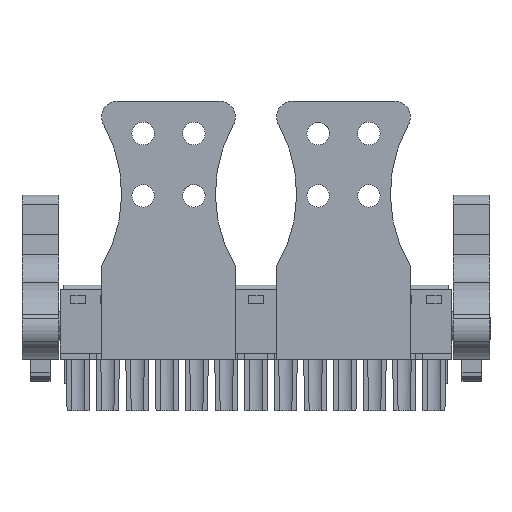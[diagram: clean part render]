
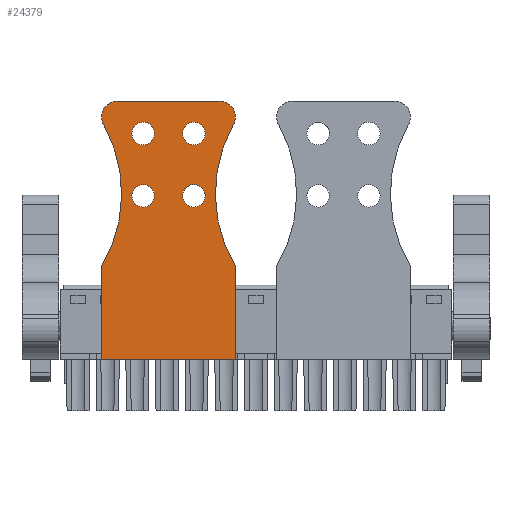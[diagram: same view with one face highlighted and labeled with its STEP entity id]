
A CAD part, front view. The second image highlights one B-rep face of the part: STEP entity #24379.
In plain terms, the highlighted planar face has unit normal (0, -1, 0).
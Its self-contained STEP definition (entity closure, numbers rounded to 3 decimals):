
#24039=AXIS2_PLACEMENT_3D('Circle Axis2P3D',#24037,#24038,$) ;
#24063=AXIS2_PLACEMENT_3D('Circle Axis2P3D',#24061,#24062,$) ;
#24111=AXIS2_PLACEMENT_3D('Circle Axis2P3D',#24109,#24110,$) ;
#24135=AXIS2_PLACEMENT_3D('Circle Axis2P3D',#24133,#24134,$) ;
#24159=AXIS2_PLACEMENT_3D('Circle Axis2P3D',#24157,#24158,$) ;
#24183=AXIS2_PLACEMENT_3D('Circle Axis2P3D',#24181,#24182,$) ;
#24207=AXIS2_PLACEMENT_3D('Circle Axis2P3D',#24205,#24206,$) ;
#24231=AXIS2_PLACEMENT_3D('Circle Axis2P3D',#24229,#24230,$) ;
#24255=AXIS2_PLACEMENT_3D('Circle Axis2P3D',#24253,#24254,$) ;
#24309=AXIS2_PLACEMENT_3D('Circle Axis2P3D',#24307,#24308,$) ;
#24333=AXIS2_PLACEMENT_3D('Circle Axis2P3D',#24331,#24332,$) ;
#24346=AXIS2_PLACEMENT_3D('Plane Axis2P3D',#24343,#24344,#24345) ;
#23912=CARTESIAN_POINT('Vertex',(27.38,0.,18.601)) ;
#23915=CARTESIAN_POINT('Line Origine',(27.38,0.,12.6)) ;
#23919=CARTESIAN_POINT('Vertex',(27.38,0.,6.6)) ;
#24001=CARTESIAN_POINT('Vertex',(10.26,0.,6.6)) ;
#24004=CARTESIAN_POINT('Line Origine',(10.26,0.,12.6)) ;
#24008=CARTESIAN_POINT('Vertex',(10.26,0.,18.601)) ;
#24037=CARTESIAN_POINT('Axis2P3D Location',(-5.395,0.,27.873)) ;
#24041=CARTESIAN_POINT('Vertex',(10.476,0.,36.772)) ;
#24061=CARTESIAN_POINT('Axis2P3D Location',(12.22,0.,37.75)) ;
#24065=CARTESIAN_POINT('Vertex',(12.22,0.,39.75)) ;
#24085=CARTESIAN_POINT('Line Origine',(18.82,0.,39.75)) ;
#24089=CARTESIAN_POINT('Vertex',(25.42,0.,39.75)) ;
#24109=CARTESIAN_POINT('Axis2P3D Location',(25.42,0.,37.75)) ;
#24113=CARTESIAN_POINT('Vertex',(27.164,0.,36.772)) ;
#24133=CARTESIAN_POINT('Axis2P3D Location',(43.035,0.,27.873)) ;
#24154=CARTESIAN_POINT('Vertex',(17.02,0.,27.6)) ;
#24157=CARTESIAN_POINT('Axis2P3D Location',(15.57,0.,27.6)) ;
#24161=CARTESIAN_POINT('Vertex',(14.12,0.,27.6)) ;
#24181=CARTESIAN_POINT('Axis2P3D Location',(15.57,0.,27.6)) ;
#24202=CARTESIAN_POINT('Vertex',(14.12,0.,35.6)) ;
#24205=CARTESIAN_POINT('Axis2P3D Location',(15.57,0.,35.6)) ;
#24209=CARTESIAN_POINT('Vertex',(17.02,0.,35.6)) ;
#24229=CARTESIAN_POINT('Axis2P3D Location',(15.57,0.,35.6)) ;
#24250=CARTESIAN_POINT('Vertex',(20.62,0.,27.6)) ;
#24253=CARTESIAN_POINT('Axis2P3D Location',(22.07,0.,27.6)) ;
#24257=CARTESIAN_POINT('Vertex',(23.52,0.,27.6)) ;
#24278=CARTESIAN_POINT('Control Point',(20.62,0.,27.6)) ;
#24279=CARTESIAN_POINT('Control Point',(20.62,0.,28.056)) ;
#24280=CARTESIAN_POINT('Control Point',(20.799,0.,28.511)) ;
#24281=CARTESIAN_POINT('Control Point',(21.159,0.,28.871)) ;
#24282=CARTESIAN_POINT('Control Point',(22.07,0.,29.229)) ;
#24283=CARTESIAN_POINT('Control Point',(22.981,0.,28.871)) ;
#24284=CARTESIAN_POINT('Control Point',(23.341,0.,28.511)) ;
#24285=CARTESIAN_POINT('Control Point',(23.52,0.,28.056)) ;
#24286=CARTESIAN_POINT('Control Point',(23.52,0.,27.6)) ;
#24304=CARTESIAN_POINT('Vertex',(20.62,0.,35.6)) ;
#24307=CARTESIAN_POINT('Axis2P3D Location',(22.07,0.,35.6)) ;
#24311=CARTESIAN_POINT('Vertex',(23.52,0.,35.6)) ;
#24331=CARTESIAN_POINT('Axis2P3D Location',(22.07,0.,35.6)) ;
#24343=CARTESIAN_POINT('Axis2P3D Location',(3.185,0.,-2.35)) ;
#24348=CARTESIAN_POINT('Line Origine',(18.82,0.,6.6)) ;
#23916=DIRECTION('Vector Direction',(0.,0.,-1.)) ;
#24005=DIRECTION('Vector Direction',(0.,0.,1.)) ;
#24038=DIRECTION('Axis2P3D Direction',(0.,1.,-0.)) ;
#24062=DIRECTION('Axis2P3D Direction',(0.,1.,0.)) ;
#24086=DIRECTION('Vector Direction',(-1.,0.,0.)) ;
#24110=DIRECTION('Axis2P3D Direction',(0.,1.,-0.)) ;
#24134=DIRECTION('Axis2P3D Direction',(0.,1.,0.)) ;
#24158=DIRECTION('Axis2P3D Direction',(0.,1.,0.)) ;
#24182=DIRECTION('Axis2P3D Direction',(0.,1.,0.)) ;
#24206=DIRECTION('Axis2P3D Direction',(0.,1.,-0.)) ;
#24230=DIRECTION('Axis2P3D Direction',(0.,1.,-0.)) ;
#24254=DIRECTION('Axis2P3D Direction',(0.,1.,0.)) ;
#24308=DIRECTION('Axis2P3D Direction',(0.,1.,0.)) ;
#24332=DIRECTION('Axis2P3D Direction',(0.,1.,-0.)) ;
#24344=DIRECTION('Axis2P3D Direction',(0.,1.,-0.)) ;
#24345=DIRECTION('Axis2P3D XDirection',(-1.,0.,0.)) ;
#24349=DIRECTION('Vector Direction',(1.,0.,0.)) ;
#23917=VECTOR('Line Direction',#23916,1.) ;
#24006=VECTOR('Line Direction',#24005,1.) ;
#24087=VECTOR('Line Direction',#24086,1.) ;
#24350=VECTOR('Line Direction',#24349,1.) ;
#24354=ORIENTED_EDGE('',*,*,#24137,.F.) ;
#24355=ORIENTED_EDGE('',*,*,#24115,.F.) ;
#24356=ORIENTED_EDGE('',*,*,#24091,.F.) ;
#24357=ORIENTED_EDGE('',*,*,#24067,.F.) ;
#24358=ORIENTED_EDGE('',*,*,#24043,.F.) ;
#24359=ORIENTED_EDGE('',*,*,#24010,.F.) ;
#24360=ORIENTED_EDGE('',*,*,#24352,.F.) ;
#24361=ORIENTED_EDGE('',*,*,#23921,.F.) ;
#24364=ORIENTED_EDGE('',*,*,#24185,.T.) ;
#24365=ORIENTED_EDGE('',*,*,#24163,.T.) ;
#24368=ORIENTED_EDGE('',*,*,#24233,.T.) ;
#24369=ORIENTED_EDGE('',*,*,#24211,.T.) ;
#24372=ORIENTED_EDGE('',*,*,#24287,.T.) ;
#24373=ORIENTED_EDGE('',*,*,#24259,.T.) ;
#24376=ORIENTED_EDGE('',*,*,#24335,.T.) ;
#24377=ORIENTED_EDGE('',*,*,#24313,.T.) ;
#24366=FACE_BOUND('',#24363,.T.) ;
#24370=FACE_BOUND('',#24367,.T.) ;
#24374=FACE_BOUND('',#24371,.T.) ;
#24378=FACE_BOUND('',#24375,.T.) ;
#24379=ADVANCED_FACE('Strain relief.1',(#24362,#24366,#24370,#24374,#24378),#24347,.F.) ;
#24277=B_SPLINE_CURVE_WITH_KNOTS('',5,(#24278,#24279,#24280,#24281,#24282,#24283,#24284,#24285,#24286),.UNSPECIFIED.,.F.,.U.,(6,3,6),(-2.278,0.,2.278),.UNSPECIFIED.) ;
#24040=CIRCLE('generated circle',#24039,18.195) ;
#24064=CIRCLE('generated circle',#24063,2.) ;
#24112=CIRCLE('generated circle',#24111,2.) ;
#24136=CIRCLE('generated circle',#24135,18.195) ;
#24160=CIRCLE('generated circle',#24159,1.45) ;
#24184=CIRCLE('generated circle',#24183,1.45) ;
#24208=CIRCLE('generated circle',#24207,1.45) ;
#24232=CIRCLE('generated circle',#24231,1.45) ;
#24256=CIRCLE('generated circle',#24255,1.45) ;
#24310=CIRCLE('generated circle',#24309,1.45) ;
#24334=CIRCLE('generated circle',#24333,1.45) ;
#23921=EDGE_CURVE('',#23913,#23920,#23918,.T.) ;
#24010=EDGE_CURVE('',#24002,#24009,#24007,.T.) ;
#24043=EDGE_CURVE('',#24009,#24042,#24040,.F.) ;
#24067=EDGE_CURVE('',#24042,#24066,#24064,.T.) ;
#24091=EDGE_CURVE('',#24066,#24090,#24088,.F.) ;
#24115=EDGE_CURVE('',#24090,#24114,#24112,.T.) ;
#24137=EDGE_CURVE('',#24114,#23913,#24136,.F.) ;
#24163=EDGE_CURVE('',#24162,#24155,#24160,.T.) ;
#24185=EDGE_CURVE('',#24155,#24162,#24184,.T.) ;
#24211=EDGE_CURVE('',#24210,#24203,#24208,.T.) ;
#24233=EDGE_CURVE('',#24203,#24210,#24232,.T.) ;
#24259=EDGE_CURVE('',#24258,#24251,#24256,.T.) ;
#24287=EDGE_CURVE('',#24251,#24258,#24277,.T.) ;
#24313=EDGE_CURVE('',#24312,#24305,#24310,.T.) ;
#24335=EDGE_CURVE('',#24305,#24312,#24334,.T.) ;
#24352=EDGE_CURVE('',#23920,#24002,#24351,.F.) ;
#24353=EDGE_LOOP('',(#24354,#24355,#24356,#24357,#24358,#24359,#24360,#24361)) ;
#24363=EDGE_LOOP('',(#24364,#24365)) ;
#24367=EDGE_LOOP('',(#24368,#24369)) ;
#24371=EDGE_LOOP('',(#24372,#24373)) ;
#24375=EDGE_LOOP('',(#24376,#24377)) ;
#24362=FACE_OUTER_BOUND('',#24353,.T.) ;
#23918=LINE('Line',#23915,#23917) ;
#24007=LINE('Line',#24004,#24006) ;
#24088=LINE('Line',#24085,#24087) ;
#24351=LINE('Line',#24348,#24350) ;
#24347=PLANE('',#24346) ;
#23913=VERTEX_POINT('',#23912) ;
#23920=VERTEX_POINT('',#23919) ;
#24002=VERTEX_POINT('',#24001) ;
#24009=VERTEX_POINT('',#24008) ;
#24042=VERTEX_POINT('',#24041) ;
#24066=VERTEX_POINT('',#24065) ;
#24090=VERTEX_POINT('',#24089) ;
#24114=VERTEX_POINT('',#24113) ;
#24155=VERTEX_POINT('',#24154) ;
#24162=VERTEX_POINT('',#24161) ;
#24203=VERTEX_POINT('',#24202) ;
#24210=VERTEX_POINT('',#24209) ;
#24251=VERTEX_POINT('',#24250) ;
#24258=VERTEX_POINT('',#24257) ;
#24305=VERTEX_POINT('',#24304) ;
#24312=VERTEX_POINT('',#24311) ;
